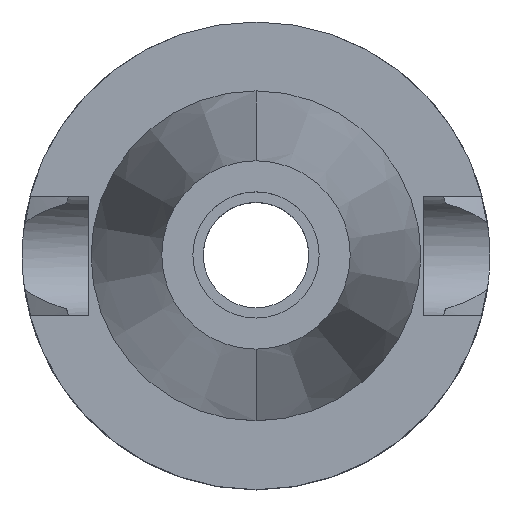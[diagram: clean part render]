
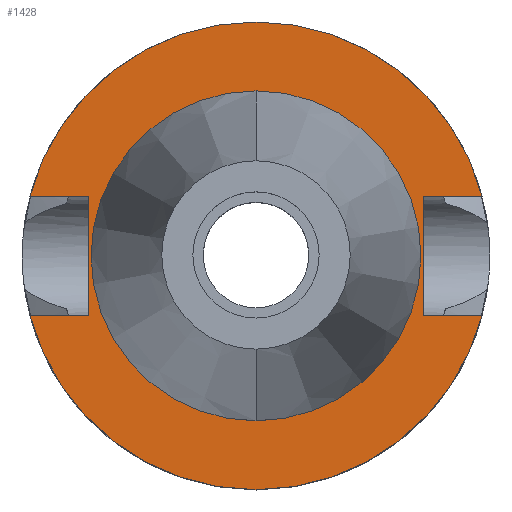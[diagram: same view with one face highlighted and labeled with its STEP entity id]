
A CAD part, top view. The second image highlights one B-rep face of the part: STEP entity #1428.
In plain terms, the highlighted planar face has unit normal (0, 0, 1).
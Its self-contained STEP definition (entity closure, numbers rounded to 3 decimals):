
#94=DIRECTION('',(0.,1.,0.));
#95=VECTOR('',#94,16.1);
#96=CARTESIAN_POINT('',(-22.5,-8.05,-1.));
#97=LINE('',#96,#95);
#101=DIRECTION('',(-1.,0.,0.));
#102=VECTOR('',#101,7.954);
#103=CARTESIAN_POINT('',(-22.5,8.05,-1.));
#104=LINE('',#103,#102);
#108=CARTESIAN_POINT('',(0.,0.,-1.));
#109=DIRECTION('',(0.,0.,-1.));
#110=DIRECTION('',(-0.967,0.256,0.));
#111=AXIS2_PLACEMENT_3D('',#108,#109,#110);
#116=CARTESIAN_POINT('',(0.,0.,-1.));
#117=DIRECTION('',(0.,0.,-1.));
#118=DIRECTION('',(0.,1.,0.));
#119=AXIS2_PLACEMENT_3D('',#116,#117,#118);
#124=DIRECTION('',(0.,-1.,0.));
#125=VECTOR('',#124,16.1);
#126=CARTESIAN_POINT('',(22.5,8.05,-1.));
#127=LINE('',#126,#125);
#131=DIRECTION('',(1.,0.,0.));
#132=VECTOR('',#131,7.954);
#133=CARTESIAN_POINT('',(22.5,-8.05,-1.));
#134=LINE('',#133,#132);
#138=CARTESIAN_POINT('',(0.,0.,-1.));
#139=DIRECTION('',(0.,0.,-1.));
#140=DIRECTION('',(0.967,-0.256,0.));
#141=AXIS2_PLACEMENT_3D('',#138,#139,#140);
#146=CARTESIAN_POINT('',(0.,0.,-1.));
#147=DIRECTION('',(0.,0.,-1.));
#148=DIRECTION('',(0.,-1.,0.));
#149=AXIS2_PLACEMENT_3D('',#146,#147,#148);
#154=CARTESIAN_POINT('',(0.,0.,-1.));
#155=DIRECTION('',(0.,0.,1.));
#156=DIRECTION('',(0.,-1.,0.));
#157=AXIS2_PLACEMENT_3D('',#154,#155,#156);
#162=CARTESIAN_POINT('',(0.,0.,-1.));
#163=DIRECTION('',(0.,0.,1.));
#164=DIRECTION('',(0.,1.,0.));
#165=AXIS2_PLACEMENT_3D('',#162,#163,#164);
#200=DIRECTION('',(-1.,0.,0.));
#201=VECTOR('',#200,7.954);
#202=CARTESIAN_POINT('',(-22.5,-8.05,-1.));
#203=LINE('',#202,#201);
#337=DIRECTION('',(1.,0.,0.));
#338=VECTOR('',#337,7.954);
#339=CARTESIAN_POINT('',(22.5,8.05,-1.));
#340=LINE('',#339,#338);
#1285=CARTESIAN_POINT('',(-22.5,-8.05,-1.));
#1286=VERTEX_POINT('',#1285);
#1287=CARTESIAN_POINT('',(-30.454,-8.05,-1.));
#1288=VERTEX_POINT('',#1287);
#1291=CARTESIAN_POINT('',(-22.5,8.05,-1.));
#1292=VERTEX_POINT('',#1291);
#1293=CARTESIAN_POINT('',(-30.454,8.05,-1.));
#1294=VERTEX_POINT('',#1293);
#1295=CARTESIAN_POINT('',(0.,31.5,-1.));
#1296=CARTESIAN_POINT('',(30.454,8.05,-1.));
#1297=VERTEX_POINT('',#1295);
#1298=VERTEX_POINT('',#1296);
#1299=CARTESIAN_POINT('',(22.5,8.05,-1.));
#1300=VERTEX_POINT('',#1299);
#1301=CARTESIAN_POINT('',(22.5,-8.05,-1.));
#1302=VERTEX_POINT('',#1301);
#1303=CARTESIAN_POINT('',(30.454,-8.05,-1.));
#1304=VERTEX_POINT('',#1303);
#1305=CARTESIAN_POINT('',(0.,-31.5,-1.));
#1306=VERTEX_POINT('',#1305);
#1307=CARTESIAN_POINT('',(0.,-22.225,-1.));
#1308=CARTESIAN_POINT('',(0.,22.225,-1.));
#1309=VERTEX_POINT('',#1307);
#1310=VERTEX_POINT('',#1308);
#1397=CARTESIAN_POINT('',(0.,0.,-1.));
#1398=DIRECTION('',(0.,0.,-1.));
#1399=DIRECTION('',(0.,-1.,0.));
#1400=AXIS2_PLACEMENT_3D('',#1397,#1398,#1399);
#1401=PLANE('',#1400);
#1403=ORIENTED_EDGE('',*,*,#1402,.T.);
#1405=ORIENTED_EDGE('',*,*,#1404,.T.);
#1407=ORIENTED_EDGE('',*,*,#1406,.T.);
#1409=ORIENTED_EDGE('',*,*,#1408,.T.);
#1411=ORIENTED_EDGE('',*,*,#1410,.F.);
#1413=ORIENTED_EDGE('',*,*,#1412,.T.);
#1415=ORIENTED_EDGE('',*,*,#1414,.T.);
#1417=ORIENTED_EDGE('',*,*,#1416,.T.);
#1419=ORIENTED_EDGE('',*,*,#1418,.T.);
#1421=ORIENTED_EDGE('',*,*,#1420,.F.);
#1422=EDGE_LOOP('',(#1403,#1405,#1407,#1409,#1411,#1413,#1415,#1417,#1419,
#1421));
#1423=FACE_OUTER_BOUND('',#1422,.F.);
#1424=ORIENTED_EDGE('',*,*,#1376,.T.);
#1425=ORIENTED_EDGE('',*,*,#1392,.T.);
#1426=EDGE_LOOP('',(#1424,#1425));
#1427=FACE_BOUND('',#1426,.F.);
#112=CIRCLE('',#111,31.5);
#120=CIRCLE('',#119,31.5);
#142=CIRCLE('',#141,31.5);
#150=CIRCLE('',#149,31.5);
#158=CIRCLE('',#157,22.225);
#166=CIRCLE('',#165,22.225);
#1376=EDGE_CURVE('',#1309,#1310,#158,.T.);
#1392=EDGE_CURVE('',#1310,#1309,#166,.T.);
#1402=EDGE_CURVE('',#1286,#1292,#97,.T.);
#1404=EDGE_CURVE('',#1292,#1294,#104,.T.);
#1406=EDGE_CURVE('',#1294,#1297,#112,.T.);
#1408=EDGE_CURVE('',#1297,#1298,#120,.T.);
#1410=EDGE_CURVE('',#1300,#1298,#340,.T.);
#1412=EDGE_CURVE('',#1300,#1302,#127,.T.);
#1414=EDGE_CURVE('',#1302,#1304,#134,.T.);
#1416=EDGE_CURVE('',#1304,#1306,#142,.T.);
#1418=EDGE_CURVE('',#1306,#1288,#150,.T.);
#1420=EDGE_CURVE('',#1286,#1288,#203,.T.);
#1428=ADVANCED_FACE('',(#1423,#1427),#1401,.F.);
